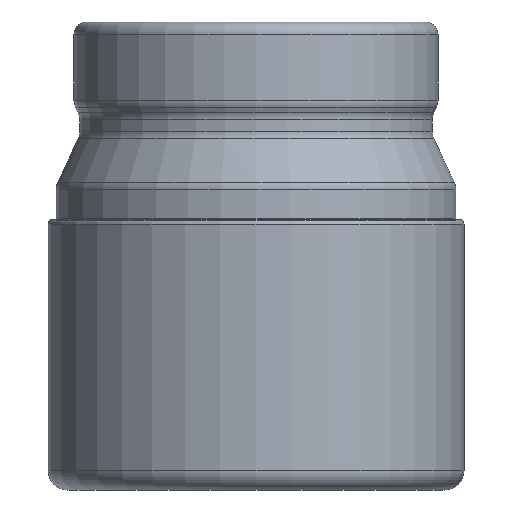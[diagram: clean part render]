
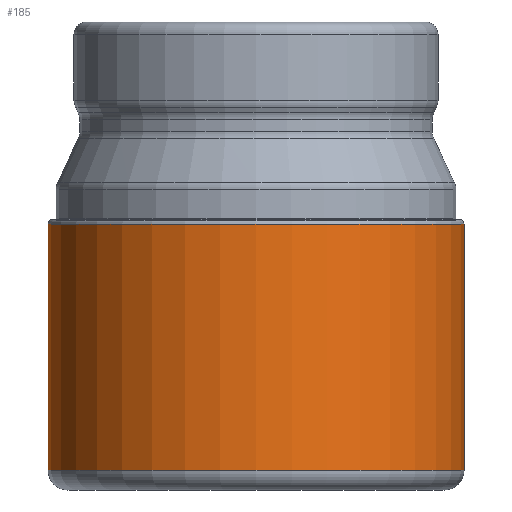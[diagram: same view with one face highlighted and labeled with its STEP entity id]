
A CAD part, front view. The second image highlights one B-rep face of the part: STEP entity #185.
In plain terms, the highlighted cylindrical face has radius 25.4 mm (diameter 50.8 mm), a partial arc.
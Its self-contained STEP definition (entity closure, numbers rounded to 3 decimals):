
#81=CYLINDRICAL_SURFACE('',#1981,25.4);
#185=ADVANCED_FACE('',(#313),#81,.T.);
#313=FACE_OUTER_BOUND('',#411,.T.);
#411=EDGE_LOOP('',(#632,#633,#634,#635));
#632=ORIENTED_EDGE('',*,*,#1249,.T.);
#633=ORIENTED_EDGE('',*,*,#1253,.T.);
#634=ORIENTED_EDGE('',*,*,#1255,.T.);
#635=ORIENTED_EDGE('',*,*,#1254,.F.);
#1048=VERTEX_POINT('',#3781);
#1049=VERTEX_POINT('',#3783);
#1050=VERTEX_POINT('',#3789);
#1051=VERTEX_POINT('',#3790);
#1249=EDGE_CURVE('',#1049,#1048,#1537,.T.);
#1253=EDGE_CURVE('',#1048,#1051,#1761,.T.);
#1254=EDGE_CURVE('',#1049,#1050,#1762,.T.);
#1255=EDGE_CURVE('',#1051,#1050,#1541,.T.);
#1537=CIRCLE('',#1973,25.4);
#1541=CIRCLE('',#1980,25.4);
#1761=LINE('',#3791,#1804);
#1762=LINE('',#3792,#1805);
#1804=VECTOR('',#2357,1.);
#1805=VECTOR('',#2358,1.);
#1973=AXIS2_PLACEMENT_3D('',#3782,#2345,#2346);
#1980=AXIS2_PLACEMENT_3D('',#3794,#2361,#2362);
#1981=AXIS2_PLACEMENT_3D('',#3795,#2363,#2364);
#2345=DIRECTION('',(0.,0.,1.));
#2346=DIRECTION('',(-1.,0.,0.));
#2357=DIRECTION('',(0.,0.,1.));
#2358=DIRECTION('',(0.,0.,1.));
#2361=DIRECTION('',(0.,0.,-1.));
#2362=DIRECTION('',(1.,0.,0.));
#2363=DIRECTION('',(0.,0.,-1.));
#2364=DIRECTION('',(-1.,0.,0.));
#3781=CARTESIAN_POINT('',(25.4,0.,-54.75));
#3782=CARTESIAN_POINT('',(0.,0.,-54.75));
#3783=CARTESIAN_POINT('',(-25.4,0.,-54.75));
#3789=CARTESIAN_POINT('',(-25.4,0.,-24.706));
#3790=CARTESIAN_POINT('',(25.4,0.,-24.706));
#3791=CARTESIAN_POINT('',(25.4,0.,-24.706));
#3792=CARTESIAN_POINT('',(-25.4,0.,-24.706));
#3794=CARTESIAN_POINT('',(0.,0.,-24.706));
#3795=CARTESIAN_POINT('',(0.,0.,-57.15));
